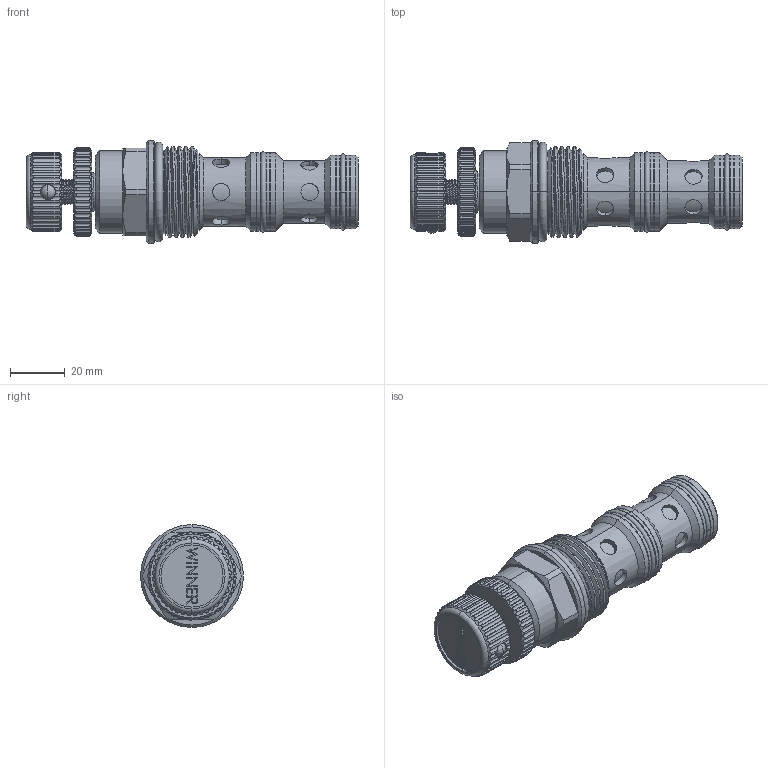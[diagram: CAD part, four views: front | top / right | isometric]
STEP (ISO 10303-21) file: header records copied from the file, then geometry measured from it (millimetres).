
FILE_DESCRIPTION (( 'STEP AP203' ), '1' );
FILE_NAME ('FR16W39-K.STEP', '2024-05-30T01:00:45', ( '' ), ( '' ), 'SwSTEP 2.0', 'SolidWorks 2018', '' );
FILE_SCHEMA (( 'CONFIG_CONTROL_DESIGN' ));
Length unit declared in the file: millimetre
Products named in the file (1): FR16W39-K
Bounding box: 121.22 x 37.6 x 37.6 mm (x, y, z)
Volume: 73047.2 mm3; surface area: 18220.4 mm2
Topology: 1 solids, 1 shells, 591 faces, 1547 edges, 996 vertices
Faces by surface type: cylinder 360, plane 142, cone 51, bspline 22, torus 14, sphere 2
Entity records: 31951 total; most frequent: CARTESIAN_POINT 18059, ORIENTED_EDGE 3070, DIRECTION 2638, EDGE_CURVE 1535, AXIS2_PLACEMENT_3D 998, VERTEX_POINT 996, VECTOR 642, LINE 642
